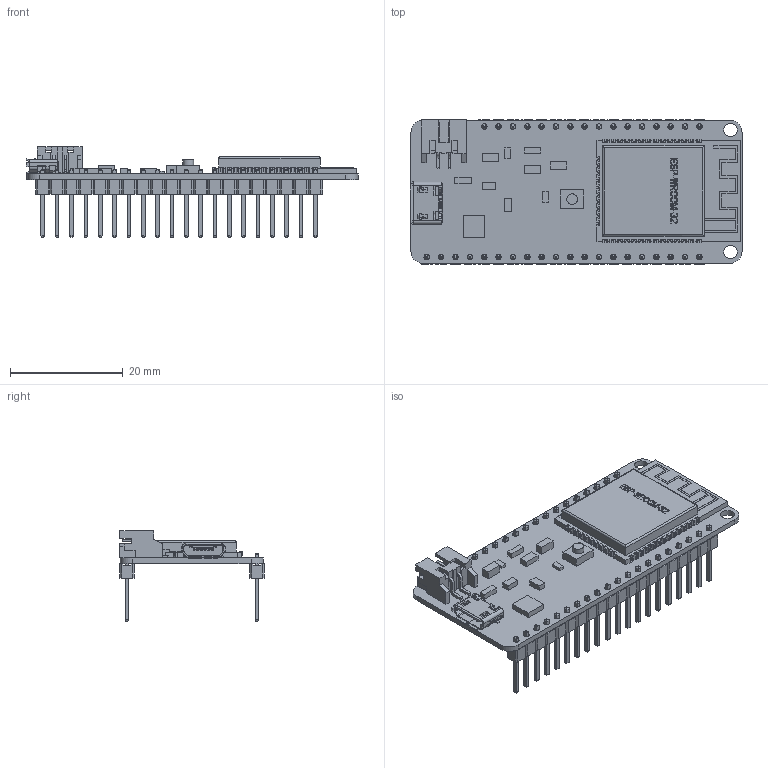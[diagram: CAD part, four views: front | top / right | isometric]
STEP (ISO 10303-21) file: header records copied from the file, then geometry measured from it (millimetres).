
FILE_DESCRIPTION(/* description */ (''),/* implementation_level */ '2;1');
FILE_NAME(/* name */ 'Lolin32 V1.0.0.step',/* time_stamp */ '2020-06-11T15:35:45+02:00',/* author */ (''),/* organization */ (''),/* preprocessor_version */ 'ST-DEVELOPER v18.1',/* originating_system */ 'Autodesk Translation Framework v9.3.0.1241',/* authorisation */ '');
FILE_SCHEMA (('AUTOMOTIVE_DESIGN { 1 0 10303 214 3 1 1 }'));
Length unit declared in the file: millimetre
Products named in the file (14): Lolin32; ESP32-WROVER; Micro USB v2; shield; socket_housing; socket_plate; terminal; JST PH M2P SMD; Pin Header THV P2.54 D0.9 (01x10); Pin Header THV P2.54 D0.9 (01x10)_1; Pin Header THV P2.54 D0.9 (01x10)_2; Pin Header THV P2.54 D0.9 (01x10)_3; Header THV P2.54 (Pin)_P2.54 (Long); Header THV P2.54 (Plastic)_1 ROW
Assembly tree (87 placements, depth 3):
  Lolin32
    ESP32-WROVER
    Micro USB v2
      shield
      socket_housing
      socket_plate
      terminal  x5
    JST PH M2P SMD
    Pin Header THV P2.54 D0.9 (01x10)
      Header THV P2.54 (Plastic)_1 ROW  x10
      Header THV P2.54 (Pin)_P2.54 (Long)  x10
    Pin Header THV P2.54 D0.9 (01x10)_1
      Header THV P2.54 (Plastic)_1 ROW  x10
      Header THV P2.54 (Pin)_P2.54 (Long)  x10
    Pin Header THV P2.54 D0.9 (01x10)_2
      Header THV P2.54 (Plastic)_1 ROW  x10
      Header THV P2.54 (Pin)_P2.54 (Long)  x10
    Pin Header THV P2.54 D0.9 (01x10)_3
      Header THV P2.54 (Pin)_P2.54 (Long)  x6
      Header THV P2.54 (Plastic)_1 ROW  x6
Bounding box: 58.77 x 25.54 x 15.99 mm (x, y, z)
Volume: 3373.4 mm3; surface area: 7779.4 mm2
Topology: 80 solids, 80 shells, 2856 faces, 7430 edges, 4738 vertices
Faces by surface type: plane 2300, cylinder 527, bspline 27, sphere 2
Full cylindrical faces by diameter (mm): 1 x36, 1.916 x1, 2.4 x2
Entity records: 56246 total; most frequent: CARTESIAN_POINT 10596, ORIENTED_EDGE 9536, DIRECTION 8829, EDGE_CURVE 4768, LINE 4223, VECTOR 4223, VERTEX_POINT 3058, AXIS2_PLACEMENT_3D 2303
